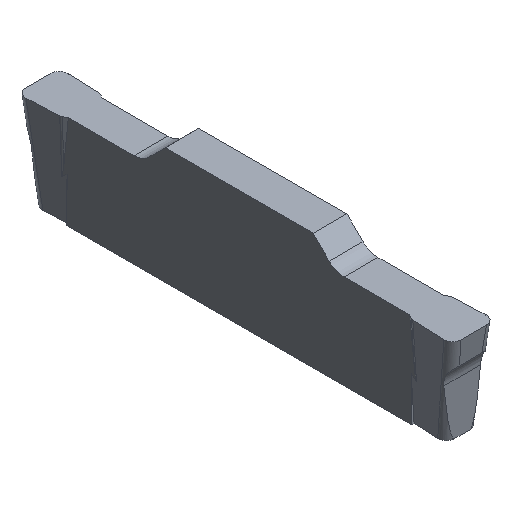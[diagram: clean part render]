
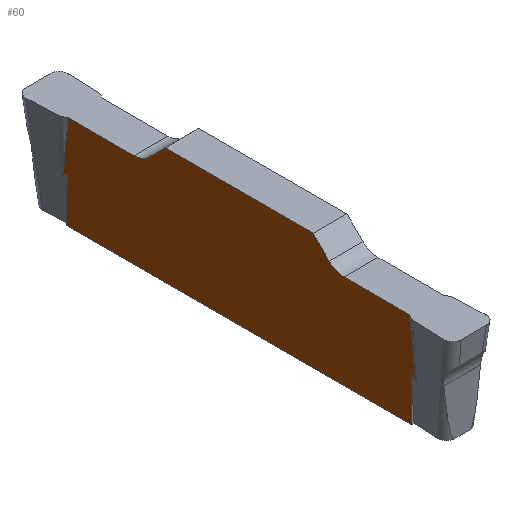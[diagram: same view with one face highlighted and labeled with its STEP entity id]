
A CAD part, isometric view. The second image highlights one B-rep face of the part: STEP entity #60.
In plain terms, the highlighted planar face has unit normal (-1, 0, 0).
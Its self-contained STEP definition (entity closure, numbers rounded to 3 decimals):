
#43=CIRCLE('',#773,1.);
#44=CIRCLE('',#774,1.);
#60=ADVANCED_FACE('',(#120),#92,.T.);
#92=PLANE('',#775);
#120=FACE_OUTER_BOUND('',#156,.T.);
#156=EDGE_LOOP('',(#367,#368,#369,#370,#371,#372,#373,#374,#375,#376,#377,
#378,#379,#380,#381,#382));
#196=LINE('',#1027,#266);
#207=LINE('',#1157,#277);
#208=LINE('',#1160,#278);
#209=LINE('',#1182,#279);
#210=LINE('',#1184,#280);
#211=LINE('',#1185,#281);
#212=LINE('',#1187,#282);
#213=LINE('',#1203,#283);
#214=LINE('',#1205,#284);
#215=LINE('',#1209,#285);
#216=LINE('',#1211,#286);
#217=LINE('',#1213,#287);
#266=VECTOR('',#827,1.);
#277=VECTOR('',#864,1.);
#278=VECTOR('',#865,1.);
#279=VECTOR('',#866,1.);
#280=VECTOR('',#867,1.);
#281=VECTOR('',#868,1.);
#282=VECTOR('',#869,1.);
#283=VECTOR('',#870,1.);
#284=VECTOR('',#871,1.);
#285=VECTOR('',#874,1.);
#286=VECTOR('',#875,1.);
#287=VECTOR('',#876,1.);
#367=ORIENTED_EDGE('',*,*,#635,.F.);
#368=ORIENTED_EDGE('',*,*,#636,.T.);
#369=ORIENTED_EDGE('',*,*,#637,.T.);
#370=ORIENTED_EDGE('',*,*,#638,.T.);
#371=ORIENTED_EDGE('',*,*,#639,.T.);
#372=ORIENTED_EDGE('',*,*,#612,.T.);
#373=ORIENTED_EDGE('',*,*,#640,.T.);
#374=ORIENTED_EDGE('',*,*,#641,.T.);
#375=ORIENTED_EDGE('',*,*,#642,.T.);
#376=ORIENTED_EDGE('',*,*,#643,.T.);
#377=ORIENTED_EDGE('',*,*,#644,.F.);
#378=ORIENTED_EDGE('',*,*,#645,.F.);
#379=ORIENTED_EDGE('',*,*,#646,.F.);
#380=ORIENTED_EDGE('',*,*,#647,.F.);
#381=ORIENTED_EDGE('',*,*,#648,.F.);
#382=ORIENTED_EDGE('',*,*,#649,.F.);
#544=VERTEX_POINT('',#1026);
#545=VERTEX_POINT('',#1028);
#563=VERTEX_POINT('',#1158);
#564=VERTEX_POINT('',#1159);
#565=VERTEX_POINT('',#1161);
#566=VERTEX_POINT('',#1181);
#567=VERTEX_POINT('',#1183);
#568=VERTEX_POINT('',#1186);
#569=VERTEX_POINT('',#1188);
#570=VERTEX_POINT('',#1202);
#571=VERTEX_POINT('',#1204);
#572=VERTEX_POINT('',#1206);
#573=VERTEX_POINT('',#1208);
#574=VERTEX_POINT('',#1210);
#575=VERTEX_POINT('',#1212);
#576=VERTEX_POINT('',#1214);
#612=EDGE_CURVE('',#545,#544,#196,.T.);
#635=EDGE_CURVE('',#563,#564,#207,.T.);
#636=EDGE_CURVE('',#563,#565,#208,.T.);
#637=EDGE_CURVE('',#565,#566,#725,.T.);
#638=EDGE_CURVE('',#566,#567,#209,.T.);
#639=EDGE_CURVE('',#567,#545,#210,.T.);
#640=EDGE_CURVE('',#544,#568,#211,.T.);
#641=EDGE_CURVE('',#568,#569,#212,.T.);
#642=EDGE_CURVE('',#569,#570,#726,.T.);
#643=EDGE_CURVE('',#570,#571,#213,.T.);
#644=EDGE_CURVE('',#572,#571,#214,.T.);
#645=EDGE_CURVE('',#573,#572,#43,.T.);
#646=EDGE_CURVE('',#574,#573,#215,.T.);
#647=EDGE_CURVE('',#575,#574,#216,.T.);
#648=EDGE_CURVE('',#576,#575,#217,.T.);
#649=EDGE_CURVE('',#564,#576,#44,.T.);
#725=B_SPLINE_CURVE_WITH_KNOTS('',3,(#1162,#1163,#1164,#1165,#1166,#1167,
#1168,#1169,#1170,#1171,#1172,#1173,#1174,#1175,#1176,#1177,#1178,#1179,
#1180),.UNSPECIFIED.,.F.,.F.,(4,3,3,3,3,3,4),(0.,0.372,0.682,
0.838,0.929,0.977,1.),.UNSPECIFIED.);
#726=B_SPLINE_CURVE_WITH_KNOTS('',3,(#1189,#1190,#1191,#1192,#1193,#1194,
#1195,#1196,#1197,#1198,#1199,#1200,#1201),.UNSPECIFIED.,.F.,.F.,(4,3,3,
3,4),(0.,0.035,0.163,0.668,1.),
 .UNSPECIFIED.);
#773=AXIS2_PLACEMENT_3D('',#1207,#872,#873);
#774=AXIS2_PLACEMENT_3D('',#1215,#877,#878);
#775=AXIS2_PLACEMENT_3D('',#1216,#879,#880);
#827=DIRECTION('',(0.,-1.,0.));
#864=DIRECTION('',(0.,-1.,0.));
#865=DIRECTION('',(0.,0.104,-0.995));
#866=DIRECTION('',(0.,-0.769,0.64));
#867=DIRECTION('',(0.,0.013,-1.));
#868=DIRECTION('',(0.,0.013,1.));
#869=DIRECTION('',(0.,-0.769,-0.64));
#870=DIRECTION('',(0.,0.104,0.995));
#871=DIRECTION('',(0.,-1.,0.));
#872=DIRECTION('',(-1.,0.,0.));
#873=DIRECTION('',(0.,0.,1.));
#874=DIRECTION('',(0.,-0.707,-0.707));
#875=DIRECTION('',(0.,-1.,0.));
#876=DIRECTION('',(0.,-0.707,0.707));
#877=DIRECTION('',(-1.,0.,0.));
#878=DIRECTION('',(0.,0.,1.));
#879=DIRECTION('',(-1.,0.,0.));
#880=DIRECTION('',(0.,0.,1.));
#1026=CARTESIAN_POINT('',(-0.8,1.837,-4.454));
#1027=CARTESIAN_POINT('',(-0.8,19.75,-4.454));
#1028=CARTESIAN_POINT('',(-0.8,18.163,-4.454));
#1157=CARTESIAN_POINT('',(-0.8,19.75,0.));
#1158=CARTESIAN_POINT('',(-0.8,18.074,0.));
#1159=CARTESIAN_POINT('',(-0.8,14.968,0.));
#1160=CARTESIAN_POINT('',(-0.8,17.983,0.869));
#1161=CARTESIAN_POINT('',(-0.8,18.289,-2.047));
#1162=CARTESIAN_POINT('',(-0.8,18.289,-2.047));
#1163=CARTESIAN_POINT('',(-0.8,18.295,-2.112));
#1164=CARTESIAN_POINT('',(-0.8,18.303,-2.177));
#1165=CARTESIAN_POINT('',(-0.8,18.311,-2.242));
#1166=CARTESIAN_POINT('',(-0.8,18.319,-2.296));
#1167=CARTESIAN_POINT('',(-0.8,18.327,-2.35));
#1168=CARTESIAN_POINT('',(-0.8,18.337,-2.403));
#1169=CARTESIAN_POINT('',(-0.8,18.342,-2.43));
#1170=CARTESIAN_POINT('',(-0.8,18.347,-2.457));
#1171=CARTESIAN_POINT('',(-0.8,18.354,-2.484));
#1172=CARTESIAN_POINT('',(-0.8,18.358,-2.499));
#1173=CARTESIAN_POINT('',(-0.8,18.363,-2.514));
#1174=CARTESIAN_POINT('',(-0.8,18.369,-2.529));
#1175=CARTESIAN_POINT('',(-0.8,18.372,-2.537));
#1176=CARTESIAN_POINT('',(-0.8,18.375,-2.545));
#1177=CARTESIAN_POINT('',(-0.8,18.38,-2.552));
#1178=CARTESIAN_POINT('',(-0.8,18.382,-2.555));
#1179=CARTESIAN_POINT('',(-0.8,18.384,-2.558));
#1180=CARTESIAN_POINT('',(-0.8,18.388,-2.561));
#1181=CARTESIAN_POINT('',(-0.8,18.388,-2.561));
#1182=CARTESIAN_POINT('',(-0.8,17.415,-1.751));
#1183=CARTESIAN_POINT('',(-0.8,18.136,-2.351));
#1184=CARTESIAN_POINT('',(-0.8,18.092,1.033));
#1185=CARTESIAN_POINT('',(-0.8,1.911,1.283));
#1186=CARTESIAN_POINT('',(-0.8,1.864,-2.351));
#1187=CARTESIAN_POINT('',(-0.8,14.105,7.837));
#1188=CARTESIAN_POINT('',(-0.8,1.612,-2.561));
#1189=CARTESIAN_POINT('',(-0.8,1.612,-2.561));
#1190=CARTESIAN_POINT('',(-0.8,1.617,-2.557));
#1191=CARTESIAN_POINT('',(-0.8,1.621,-2.552));
#1192=CARTESIAN_POINT('',(-0.8,1.623,-2.546));
#1193=CARTESIAN_POINT('',(-0.8,1.634,-2.527));
#1194=CARTESIAN_POINT('',(-0.8,1.64,-2.505));
#1195=CARTESIAN_POINT('',(-0.8,1.646,-2.483));
#1196=CARTESIAN_POINT('',(-0.8,1.668,-2.397));
#1197=CARTESIAN_POINT('',(-0.8,1.68,-2.309));
#1198=CARTESIAN_POINT('',(-0.8,1.691,-2.221));
#1199=CARTESIAN_POINT('',(-0.8,1.699,-2.163));
#1200=CARTESIAN_POINT('',(-0.8,1.705,-2.105));
#1201=CARTESIAN_POINT('',(-0.8,1.711,-2.047));
#1202=CARTESIAN_POINT('',(-0.8,1.711,-2.047));
#1203=CARTESIAN_POINT('',(-0.8,2.229,2.891));
#1204=CARTESIAN_POINT('',(-0.8,1.926,0.));
#1205=CARTESIAN_POINT('',(-0.8,19.75,0.));
#1206=CARTESIAN_POINT('',(-0.8,5.032,0.));
#1207=CARTESIAN_POINT('',(-0.8,5.032,1.));
#1208=CARTESIAN_POINT('',(-0.8,5.739,0.293));
#1209=CARTESIAN_POINT('',(-0.8,13.125,7.679));
#1210=CARTESIAN_POINT('',(-0.8,6.5,1.054));
#1211=CARTESIAN_POINT('',(-0.8,19.75,1.054));
#1212=CARTESIAN_POINT('',(-0.8,13.5,1.054));
#1213=CARTESIAN_POINT('',(-0.8,16.625,-2.071));
#1214=CARTESIAN_POINT('',(-0.8,14.261,0.293));
#1215=CARTESIAN_POINT('',(-0.8,14.968,1.));
#1216=CARTESIAN_POINT('',(-0.8,19.75,1.054));
